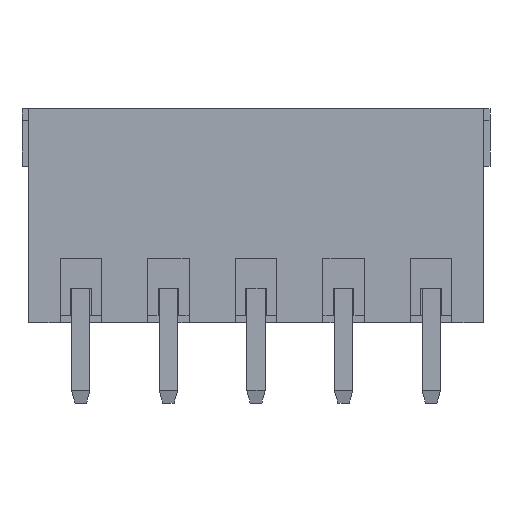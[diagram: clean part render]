
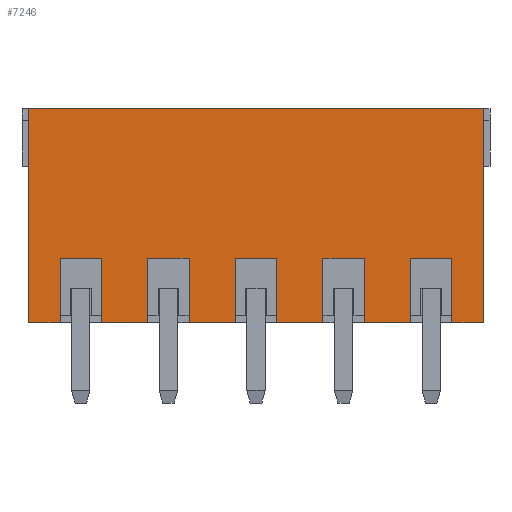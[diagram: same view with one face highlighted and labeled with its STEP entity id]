
A CAD part, front view. The second image highlights one B-rep face of the part: STEP entity #7246.
In plain terms, the highlighted planar face has unit normal (0, -1, 0).
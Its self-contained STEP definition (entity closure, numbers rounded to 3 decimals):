
#208=FACE_OUTER_BOUND('',#604,.T.);
#604=EDGE_LOOP('',(#5063,#5064,#5065,#5066,#5067,#5068,#5069,#5070,#5071,
#5072,#5073,#5074,#5075,#5076,#5077,#5078,#5079,#5080,#5081,#5082,#5083,
#5084,#5085,#5086));
#1238=LINE('',#10420,#2204);
#1239=LINE('',#10422,#2205);
#1240=LINE('',#10424,#2206);
#1241=LINE('',#10426,#2207);
#1242=LINE('',#10428,#2208);
#1243=LINE('',#10430,#2209);
#1244=LINE('',#10432,#2210);
#1245=LINE('',#10434,#2211);
#1246=LINE('',#10436,#2212);
#1247=LINE('',#10438,#2213);
#1248=LINE('',#10440,#2214);
#1249=LINE('',#10442,#2215);
#1250=LINE('',#10444,#2216);
#1251=LINE('',#10446,#2217);
#1252=LINE('',#10448,#2218);
#1253=LINE('',#10450,#2219);
#1254=LINE('',#10452,#2220);
#1255=LINE('',#10454,#2221);
#1256=LINE('',#10456,#2222);
#1257=LINE('',#10458,#2223);
#1258=LINE('',#10460,#2224);
#1259=LINE('',#10462,#2225);
#1260=LINE('',#10464,#2226);
#1261=LINE('',#10465,#2227);
#2204=VECTOR('',#8492,19.75);
#2205=VECTOR('',#8493,9.3);
#2206=VECTOR('',#8494,1.355);
#2207=VECTOR('',#8495,2.8);
#2208=VECTOR('',#8496,1.8);
#2209=VECTOR('',#8497,2.8);
#2210=VECTOR('',#8498,2.01);
#2211=VECTOR('',#8499,2.8);
#2212=VECTOR('',#8500,1.8);
#2213=VECTOR('',#8501,2.8);
#2214=VECTOR('',#8502,2.01);
#2215=VECTOR('',#8503,2.8);
#2216=VECTOR('',#8504,1.8);
#2217=VECTOR('',#8505,2.8);
#2218=VECTOR('',#8506,2.01);
#2219=VECTOR('',#8507,2.8);
#2220=VECTOR('',#8508,1.8);
#2221=VECTOR('',#8509,2.8);
#2222=VECTOR('',#8510,2.01);
#2223=VECTOR('',#8511,2.8);
#2224=VECTOR('',#8512,1.8);
#2225=VECTOR('',#8513,2.8);
#2226=VECTOR('',#8514,1.355);
#2227=VECTOR('',#8515,9.3);
#3089=VERTEX_POINT('',#10418);
#3090=VERTEX_POINT('',#10419);
#3091=VERTEX_POINT('',#10421);
#3092=VERTEX_POINT('',#10423);
#3093=VERTEX_POINT('',#10425);
#3094=VERTEX_POINT('',#10427);
#3095=VERTEX_POINT('',#10429);
#3096=VERTEX_POINT('',#10431);
#3097=VERTEX_POINT('',#10433);
#3098=VERTEX_POINT('',#10435);
#3099=VERTEX_POINT('',#10437);
#3100=VERTEX_POINT('',#10439);
#3101=VERTEX_POINT('',#10441);
#3102=VERTEX_POINT('',#10443);
#3103=VERTEX_POINT('',#10445);
#3104=VERTEX_POINT('',#10447);
#3105=VERTEX_POINT('',#10449);
#3106=VERTEX_POINT('',#10451);
#3107=VERTEX_POINT('',#10453);
#3108=VERTEX_POINT('',#10455);
#3109=VERTEX_POINT('',#10457);
#3110=VERTEX_POINT('',#10459);
#3111=VERTEX_POINT('',#10461);
#3112=VERTEX_POINT('',#10463);
#3823=EDGE_CURVE('',#3089,#3090,#1238,.T.);
#3824=EDGE_CURVE('',#3089,#3091,#1239,.T.);
#3825=EDGE_CURVE('',#3092,#3091,#1240,.T.);
#3826=EDGE_CURVE('',#3092,#3093,#1241,.T.);
#3827=EDGE_CURVE('',#3093,#3094,#1242,.T.);
#3828=EDGE_CURVE('',#3094,#3095,#1243,.T.);
#3829=EDGE_CURVE('',#3096,#3095,#1244,.T.);
#3830=EDGE_CURVE('',#3096,#3097,#1245,.T.);
#3831=EDGE_CURVE('',#3097,#3098,#1246,.T.);
#3832=EDGE_CURVE('',#3098,#3099,#1247,.T.);
#3833=EDGE_CURVE('',#3100,#3099,#1248,.T.);
#3834=EDGE_CURVE('',#3100,#3101,#1249,.T.);
#3835=EDGE_CURVE('',#3101,#3102,#1250,.T.);
#3836=EDGE_CURVE('',#3102,#3103,#1251,.T.);
#3837=EDGE_CURVE('',#3104,#3103,#1252,.T.);
#3838=EDGE_CURVE('',#3104,#3105,#1253,.T.);
#3839=EDGE_CURVE('',#3105,#3106,#1254,.T.);
#3840=EDGE_CURVE('',#3106,#3107,#1255,.T.);
#3841=EDGE_CURVE('',#3108,#3107,#1256,.T.);
#3842=EDGE_CURVE('',#3108,#3109,#1257,.T.);
#3843=EDGE_CURVE('',#3109,#3110,#1258,.T.);
#3844=EDGE_CURVE('',#3110,#3111,#1259,.T.);
#3845=EDGE_CURVE('',#3112,#3111,#1260,.T.);
#3846=EDGE_CURVE('',#3090,#3112,#1261,.T.);
#5063=ORIENTED_EDGE('',*,*,#3823,.F.);
#5064=ORIENTED_EDGE('',*,*,#3824,.T.);
#5065=ORIENTED_EDGE('',*,*,#3825,.F.);
#5066=ORIENTED_EDGE('',*,*,#3826,.T.);
#5067=ORIENTED_EDGE('',*,*,#3827,.T.);
#5068=ORIENTED_EDGE('',*,*,#3828,.T.);
#5069=ORIENTED_EDGE('',*,*,#3829,.F.);
#5070=ORIENTED_EDGE('',*,*,#3830,.T.);
#5071=ORIENTED_EDGE('',*,*,#3831,.T.);
#5072=ORIENTED_EDGE('',*,*,#3832,.T.);
#5073=ORIENTED_EDGE('',*,*,#3833,.F.);
#5074=ORIENTED_EDGE('',*,*,#3834,.T.);
#5075=ORIENTED_EDGE('',*,*,#3835,.T.);
#5076=ORIENTED_EDGE('',*,*,#3836,.T.);
#5077=ORIENTED_EDGE('',*,*,#3837,.F.);
#5078=ORIENTED_EDGE('',*,*,#3838,.T.);
#5079=ORIENTED_EDGE('',*,*,#3839,.T.);
#5080=ORIENTED_EDGE('',*,*,#3840,.T.);
#5081=ORIENTED_EDGE('',*,*,#3841,.F.);
#5082=ORIENTED_EDGE('',*,*,#3842,.T.);
#5083=ORIENTED_EDGE('',*,*,#3843,.T.);
#5084=ORIENTED_EDGE('',*,*,#3844,.T.);
#5085=ORIENTED_EDGE('',*,*,#3845,.F.);
#5086=ORIENTED_EDGE('',*,*,#3846,.F.);
#6580=PLANE('',#7635);
#7246=ADVANCED_FACE('',(#208),#6580,.T.);
#7635=AXIS2_PLACEMENT_3D('',#10417,#8490,#8491);
#8490=DIRECTION('center_axis',(0.,-1.,0.));
#8491=DIRECTION('ref_axis',(1.,0.,0.));
#8492=DIRECTION('',(1.,0.,0.));
#8493=DIRECTION('',(0.,0.,-1.));
#8494=DIRECTION('',(-1.,0.,0.));
#8495=DIRECTION('',(0.,0.,1.));
#8496=DIRECTION('',(1.,0.,0.));
#8497=DIRECTION('',(0.,0.,-1.));
#8498=DIRECTION('',(-1.,0.,0.));
#8499=DIRECTION('',(0.,0.,1.));
#8500=DIRECTION('',(1.,0.,0.));
#8501=DIRECTION('',(0.,0.,-1.));
#8502=DIRECTION('',(-1.,0.,0.));
#8503=DIRECTION('',(0.,0.,1.));
#8504=DIRECTION('',(1.,0.,0.));
#8505=DIRECTION('',(0.,0.,-1.));
#8506=DIRECTION('',(-1.,0.,0.));
#8507=DIRECTION('',(0.,0.,1.));
#8508=DIRECTION('',(1.,0.,0.));
#8509=DIRECTION('',(0.,0.,-1.));
#8510=DIRECTION('',(-1.,0.,0.));
#8511=DIRECTION('',(0.,0.,1.));
#8512=DIRECTION('',(1.,0.,0.));
#8513=DIRECTION('',(0.,0.,-1.));
#8514=DIRECTION('',(-1.,0.,0.));
#8515=DIRECTION('',(0.,0.,-1.));
#10417=CARTESIAN_POINT('Origin',(-9.875,-3.,1.5));
#10418=CARTESIAN_POINT('',(-9.875,-3.,9.3));
#10419=CARTESIAN_POINT('',(9.875,-3.,9.3));
#10420=CARTESIAN_POINT('',(-9.875,-3.,9.3));
#10421=CARTESIAN_POINT('',(-9.875,-3.,0.));
#10422=CARTESIAN_POINT('',(-9.875,-3.,1.5));
#10423=CARTESIAN_POINT('',(-8.52,-3.,0.));
#10424=CARTESIAN_POINT('',(-8.52,-3.,0.));
#10425=CARTESIAN_POINT('',(-8.52,-3.,2.8));
#10426=CARTESIAN_POINT('',(-8.52,-3.,1.5));
#10427=CARTESIAN_POINT('',(-6.72,-3.,2.8));
#10428=CARTESIAN_POINT('',(-9.198,-3.,2.8));
#10429=CARTESIAN_POINT('',(-6.72,-3.,0.));
#10430=CARTESIAN_POINT('',(-6.72,-3.,2.15));
#10431=CARTESIAN_POINT('',(-4.71,-3.,0.));
#10432=CARTESIAN_POINT('',(-4.71,-3.,0.));
#10433=CARTESIAN_POINT('',(-4.71,-3.,2.8));
#10434=CARTESIAN_POINT('',(-4.71,-3.,1.5));
#10435=CARTESIAN_POINT('',(-2.91,-3.,2.8));
#10436=CARTESIAN_POINT('',(-7.293,-3.,2.8));
#10437=CARTESIAN_POINT('',(-2.91,-3.,0.));
#10438=CARTESIAN_POINT('',(-2.91,-3.,2.15));
#10439=CARTESIAN_POINT('',(-0.9,-3.,0.));
#10440=CARTESIAN_POINT('',(-0.9,-3.,0.));
#10441=CARTESIAN_POINT('',(-0.9,-3.,2.8));
#10442=CARTESIAN_POINT('',(-0.9,-3.,1.5));
#10443=CARTESIAN_POINT('',(0.9,-3.,2.8));
#10444=CARTESIAN_POINT('',(-5.388,-3.,2.8));
#10445=CARTESIAN_POINT('',(0.9,-3.,0.));
#10446=CARTESIAN_POINT('',(0.9,-3.,2.15));
#10447=CARTESIAN_POINT('',(2.91,-3.,0.));
#10448=CARTESIAN_POINT('',(2.91,-3.,0.));
#10449=CARTESIAN_POINT('',(2.91,-3.,2.8));
#10450=CARTESIAN_POINT('',(2.91,-3.,1.5));
#10451=CARTESIAN_POINT('',(4.71,-3.,2.8));
#10452=CARTESIAN_POINT('',(-3.483,-3.,2.8));
#10453=CARTESIAN_POINT('',(4.71,-3.,0.));
#10454=CARTESIAN_POINT('',(4.71,-3.,2.15));
#10455=CARTESIAN_POINT('',(6.72,-3.,0.));
#10456=CARTESIAN_POINT('',(6.72,-3.,0.));
#10457=CARTESIAN_POINT('',(6.72,-3.,2.8));
#10458=CARTESIAN_POINT('',(6.72,-3.,1.5));
#10459=CARTESIAN_POINT('',(8.52,-3.,2.8));
#10460=CARTESIAN_POINT('',(-1.578,-3.,2.8));
#10461=CARTESIAN_POINT('',(8.52,-3.,0.));
#10462=CARTESIAN_POINT('',(8.52,-3.,2.15));
#10463=CARTESIAN_POINT('',(9.875,-3.,0.));
#10464=CARTESIAN_POINT('',(9.875,-3.,0.));
#10465=CARTESIAN_POINT('',(9.875,-3.,1.5));
